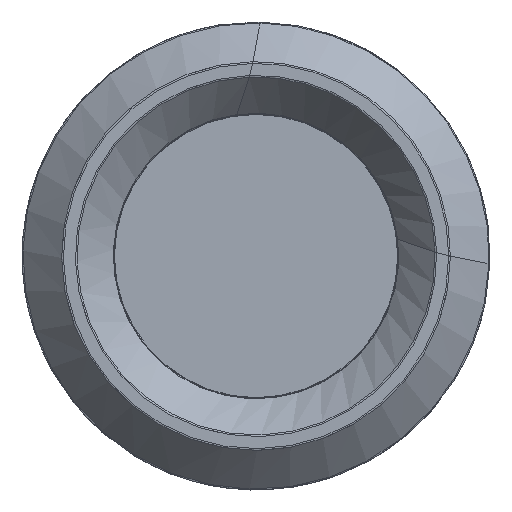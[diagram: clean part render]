
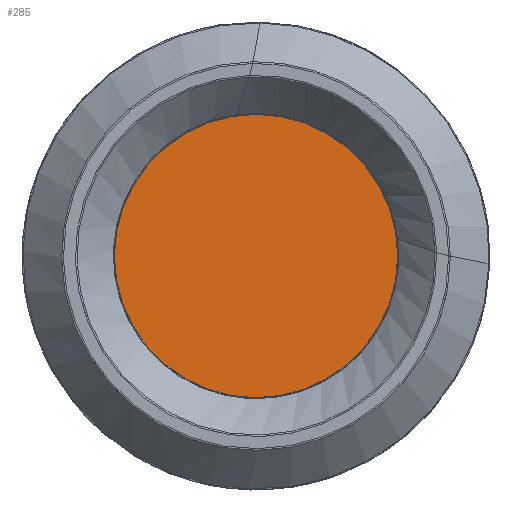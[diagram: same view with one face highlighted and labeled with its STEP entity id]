
A CAD part, left-side view. The second image highlights one B-rep face of the part: STEP entity #285.
In plain terms, the highlighted planar face has unit normal (-1, 0, 0).
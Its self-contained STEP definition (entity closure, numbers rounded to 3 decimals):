
#285=ADVANCED_FACE('',(#326),#292,.F.);
#292=PLANE('',#849);
#326=FACE_OUTER_BOUND('',#388,.T.);
#388=EDGE_LOOP('',(#609));
#451=CIRCLE('',#848,23.037);
#609=ORIENTED_EDGE('',*,*,#735,.T.);
#656=VERTEX_POINT('',#1669);
#735=EDGE_CURVE('',#656,#656,#451,.T.);
#848=AXIS2_PLACEMENT_3D('',#1668,#1027,#1028);
#849=AXIS2_PLACEMENT_3D('',#1677,#1030,#1031);
#1027=DIRECTION('',(-1.,0.,0.));
#1028=DIRECTION('',(0.,0.,1.));
#1030=DIRECTION('',(1.,0.,0.));
#1031=DIRECTION('',(0.,0.,-1.));
#1668=CARTESIAN_POINT('',(8.,0.,0.));
#1669=CARTESIAN_POINT('',(8.,0.,23.037));
#1677=CARTESIAN_POINT('',(8.,9.5,0.));
